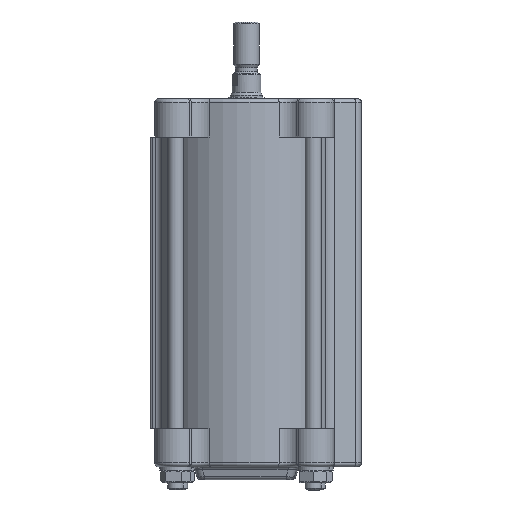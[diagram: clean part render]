
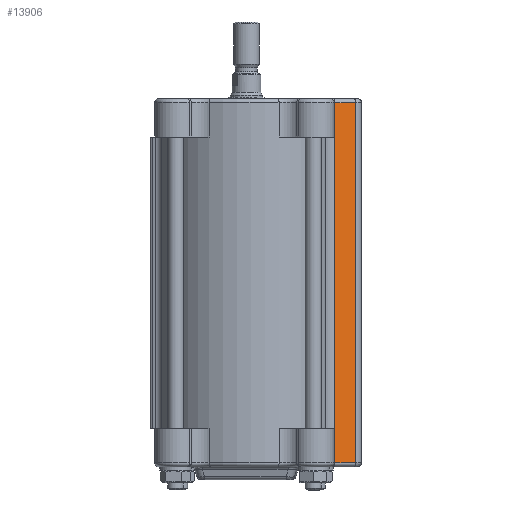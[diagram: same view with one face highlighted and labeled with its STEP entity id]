
A CAD part, front view. The second image highlights one B-rep face of the part: STEP entity #13906.
In plain terms, the highlighted planar face has unit normal (0.314, -0.949, 0).
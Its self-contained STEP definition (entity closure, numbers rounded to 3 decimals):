
#838=LINE('',#24171,#1262);
#843=LINE('',#24260,#1267);
#844=LINE('',#24264,#1268);
#845=LINE('',#24267,#1269);
#1262=VECTOR('',#18281,10.);
#1267=VECTOR('',#18418,10.);
#1268=VECTOR('',#18423,10.);
#1269=VECTOR('',#18428,10.);
#1721=PLANE('',#15353);
#2817=FACE_OUTER_BOUND('',#3930,.T.);
#3930=EDGE_LOOP('',(#10392,#10393,#10394,#10395));
#6235=VERTEX_POINT('',#24165);
#6236=VERTEX_POINT('',#24169);
#6245=VERTEX_POINT('',#24259);
#6246=VERTEX_POINT('',#24263);
#7681=EDGE_CURVE('',#6236,#6235,#838,.T.);
#7722=EDGE_CURVE('',#6235,#6245,#843,.T.);
#7724=EDGE_CURVE('',#6246,#6236,#844,.T.);
#7726=EDGE_CURVE('',#6245,#6246,#845,.T.);
#10392=ORIENTED_EDGE('',*,*,#7722,.F.);
#10393=ORIENTED_EDGE('',*,*,#7681,.F.);
#10394=ORIENTED_EDGE('',*,*,#7724,.F.);
#10395=ORIENTED_EDGE('',*,*,#7726,.F.);
#13906=ADVANCED_FACE('',(#2817),#1721,.T.);
#15353=AXIS2_PLACEMENT_3D('',#24266,#18426,#18427);
#18281=DIRECTION('',(0.949,0.314,0.));
#18418=DIRECTION('',(0.,0.,-1.));
#18423=DIRECTION('',(0.,0.,1.));
#18426=DIRECTION('center_axis',(0.314,-0.949,0.));
#18427=DIRECTION('ref_axis',(-0.949,-0.314,0.));
#18428=DIRECTION('',(-0.949,-0.314,0.));
#24165=CARTESIAN_POINT('',(24.265,5.221,187.995));
#24169=CARTESIAN_POINT('',(11.209,0.902,187.995));
#24171=CARTESIAN_POINT('',(-3.068,-3.82,187.995));
#24259=CARTESIAN_POINT('',(24.265,5.221,-37.505));
#24260=CARTESIAN_POINT('',(24.265,5.221,190.495));
#24263=CARTESIAN_POINT('',(11.209,0.902,-37.505));
#24264=CARTESIAN_POINT('',(11.209,0.902,190.495));
#24266=CARTESIAN_POINT('Origin',(27.589,6.32,190.495));
#24267=CARTESIAN_POINT('',(-15.174,-7.824,-37.505));
